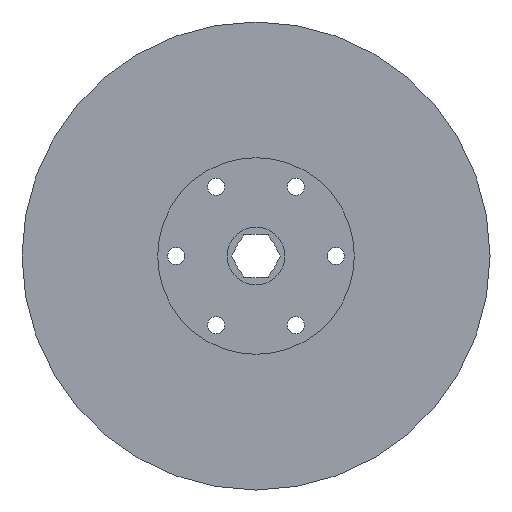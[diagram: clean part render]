
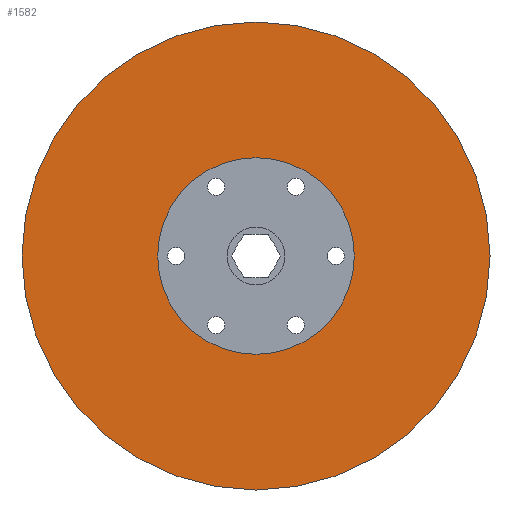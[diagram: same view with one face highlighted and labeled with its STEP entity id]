
A CAD part, front view. The second image highlights one B-rep face of the part: STEP entity #1582.
In plain terms, the highlighted face is planar.
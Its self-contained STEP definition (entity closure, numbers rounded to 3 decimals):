
#132=FACE_BOUND('',#457,.T.);
#133=FACE_BOUND('',#458,.T.);
#134=FACE_BOUND('',#459,.T.);
#135=FACE_BOUND('',#460,.T.);
#136=FACE_BOUND('',#461,.T.);
#137=FACE_BOUND('',#462,.T.);
#138=FACE_BOUND('',#463,.T.);
#247=CIRCLE('',#1789,2.553);
#249=CIRCLE('',#1792,2.553);
#251=CIRCLE('',#1795,2.553);
#253=CIRCLE('',#1798,2.553);
#255=CIRCLE('',#1801,2.553);
#257=CIRCLE('',#1804,2.553);
#259=CIRCLE('',#1807,14.288);
#261=CIRCLE('',#1810,69.85);
#352=FACE_OUTER_BOUND('',#456,.T.);
#456=EDGE_LOOP('',(#1422));
#457=EDGE_LOOP('',(#1423));
#458=EDGE_LOOP('',(#1424));
#459=EDGE_LOOP('',(#1425));
#460=EDGE_LOOP('',(#1426));
#461=EDGE_LOOP('',(#1427));
#462=EDGE_LOOP('',(#1428));
#463=EDGE_LOOP('',(#1429));
#803=VERTEX_POINT('',#2728);
#805=VERTEX_POINT('',#2734);
#807=VERTEX_POINT('',#2740);
#809=VERTEX_POINT('',#2746);
#811=VERTEX_POINT('',#2752);
#813=VERTEX_POINT('',#2758);
#815=VERTEX_POINT('',#2764);
#817=VERTEX_POINT('',#2770);
#1004=EDGE_CURVE('',#803,#803,#247,.T.);
#1007=EDGE_CURVE('',#805,#805,#249,.T.);
#1010=EDGE_CURVE('',#807,#807,#251,.T.);
#1013=EDGE_CURVE('',#809,#809,#253,.T.);
#1016=EDGE_CURVE('',#811,#811,#255,.T.);
#1019=EDGE_CURVE('',#813,#813,#257,.T.);
#1022=EDGE_CURVE('',#815,#815,#259,.T.);
#1025=EDGE_CURVE('',#817,#817,#261,.T.);
#1422=ORIENTED_EDGE('',*,*,#1025,.T.);
#1423=ORIENTED_EDGE('',*,*,#1004,.T.);
#1424=ORIENTED_EDGE('',*,*,#1007,.T.);
#1425=ORIENTED_EDGE('',*,*,#1010,.T.);
#1426=ORIENTED_EDGE('',*,*,#1013,.T.);
#1427=ORIENTED_EDGE('',*,*,#1016,.T.);
#1428=ORIENTED_EDGE('',*,*,#1019,.T.);
#1429=ORIENTED_EDGE('',*,*,#1022,.T.);
#1505=PLANE('',#1812);
#1582=ADVANCED_FACE('',(#352,#132,#133,#134,#135,#136,#137,#138),#1505,
 .T.);
#1789=AXIS2_PLACEMENT_3D('',#2729,#2245,#2246);
#1792=AXIS2_PLACEMENT_3D('',#2735,#2252,#2253);
#1795=AXIS2_PLACEMENT_3D('',#2741,#2259,#2260);
#1798=AXIS2_PLACEMENT_3D('',#2747,#2266,#2267);
#1801=AXIS2_PLACEMENT_3D('',#2753,#2273,#2274);
#1804=AXIS2_PLACEMENT_3D('',#2759,#2280,#2281);
#1807=AXIS2_PLACEMENT_3D('',#2765,#2287,#2288);
#1810=AXIS2_PLACEMENT_3D('',#2771,#2294,#2295);
#1812=AXIS2_PLACEMENT_3D('',#2775,#2299,#2300);
#2245=DIRECTION('center_axis',(0.,-1.,0.));
#2246=DIRECTION('ref_axis',(-1.,0.,0.));
#2252=DIRECTION('center_axis',(0.,-1.,0.));
#2253=DIRECTION('ref_axis',(-1.,0.,0.));
#2259=DIRECTION('center_axis',(0.,-1.,0.));
#2260=DIRECTION('ref_axis',(-1.,0.,0.));
#2266=DIRECTION('center_axis',(0.,-1.,0.));
#2267=DIRECTION('ref_axis',(-1.,0.,0.));
#2273=DIRECTION('center_axis',(0.,-1.,0.));
#2274=DIRECTION('ref_axis',(-1.,0.,0.));
#2280=DIRECTION('center_axis',(0.,-1.,0.));
#2281=DIRECTION('ref_axis',(-1.,0.,0.));
#2287=DIRECTION('center_axis',(0.,-1.,0.));
#2288=DIRECTION('ref_axis',(1.,0.,0.));
#2294=DIRECTION('center_axis',(0.,1.,0.));
#2295=DIRECTION('ref_axis',(1.,0.,0.));
#2299=DIRECTION('center_axis',(0.,1.,0.));
#2300=DIRECTION('ref_axis',(1.,0.,0.));
#2728=CARTESIAN_POINT('',(14.459,6.35,20.622));
#2729=CARTESIAN_POINT('Origin',(11.906,6.35,20.622));
#2734=CARTESIAN_POINT('',(-9.354,6.35,20.622));
#2735=CARTESIAN_POINT('Origin',(-11.906,6.35,20.622));
#2740=CARTESIAN_POINT('',(26.365,6.35,0.));
#2741=CARTESIAN_POINT('Origin',(23.813,6.35,0.));
#2746=CARTESIAN_POINT('',(-9.354,6.35,-20.622));
#2747=CARTESIAN_POINT('Origin',(-11.906,6.35,-20.622));
#2752=CARTESIAN_POINT('',(-21.26,6.35,0.));
#2753=CARTESIAN_POINT('Origin',(-23.813,6.35,0.));
#2758=CARTESIAN_POINT('',(14.459,6.35,-20.622));
#2759=CARTESIAN_POINT('Origin',(11.906,6.35,-20.622));
#2764=CARTESIAN_POINT('',(-14.288,6.35,0.));
#2765=CARTESIAN_POINT('Origin',(0.,6.35,0.));
#2770=CARTESIAN_POINT('',(-69.85,6.35,0.));
#2771=CARTESIAN_POINT('Origin',(0.,6.35,0.));
#2775=CARTESIAN_POINT('Origin',(0.,6.35,0.));
